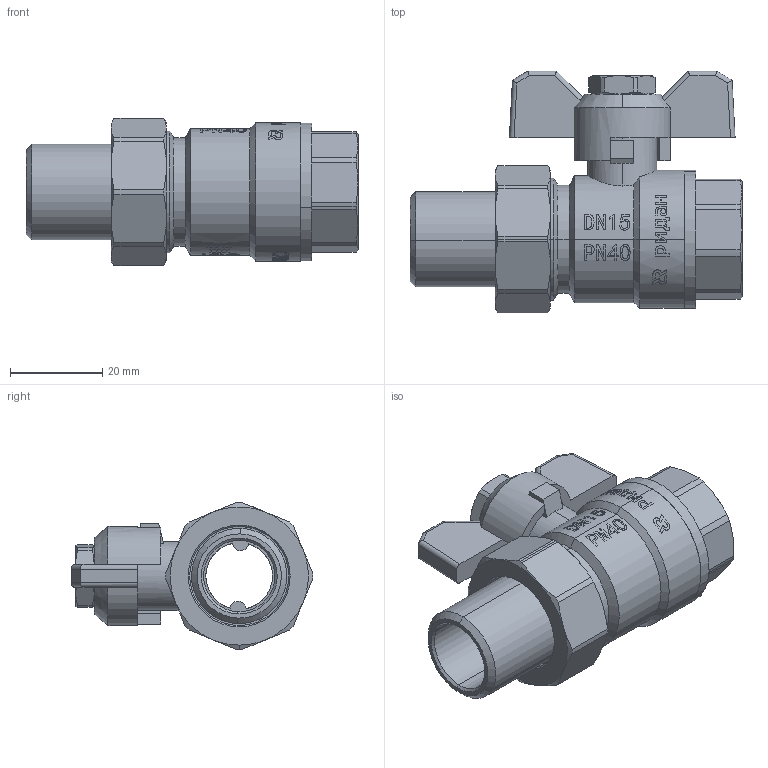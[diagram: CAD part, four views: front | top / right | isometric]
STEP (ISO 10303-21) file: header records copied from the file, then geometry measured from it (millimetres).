
FILE_DESCRIPTION (( 'STEP AP214' ), '1' );
FILE_NAME ('带接管球阀0.5.STEP', '2023-01-05T01:57:59', ( '' ), ( '' ), 'SwSTEP 2.0', 'SolidWorks 2016', '' );
FILE_SCHEMA (( 'AUTOMOTIVE_DESIGN' ));
Length unit declared in the file: millimetre
Products named in the file (13): 带接管球阀0.5; 沓蹋_10.6x8.1x4.5; 評倰忒梟; 沓蹋俋蹟恇概裝; 鞠褒蹟譫_M8X5; 諉奪; O遠22x2.5; 蟀諉簽; ѹñ3060203100012; 躇猾釱3040320000026; 3010101640018实心球23x14.5x4; ñ; 极
Assembly tree (13 placements, depth 2):
  带接管球阀0.5
    极
    ñ
    3010101640018实心球23x14.5x4
    躇猾釱3040320000026  x2
    ѹñ3060203100012
    蟀諉簽
    O遠22x2.5
    諉奪
    鞠褒蹟譫_M8X5
    沓蹋俋蹟恇概裝
    評倰忒梟
    沓蹋_10.6x8.1x4.5
Bounding box: 72.08 x 52.5 x 32 mm (x, y, z)
Volume: 31640.2 mm3; surface area: 25973.2 mm2
Topology: 13 solids, 13 shells, 932 faces, 2351 edges, 1517 vertices
Faces by surface type: plane 363, bspline 242, cylinder 196, cone 113, torus 14, sphere 4
Entity records: 51717 total; most frequent: CARTESIAN_POINT 30974, ORIENTED_EDGE 4634, DIRECTION 3332, EDGE_CURVE 2317, VERTEX_POINT 1497, AXIS2_PLACEMENT_3D 1278, EDGE_LOOP 1016, B_SPLINE_CURVE_WITH_KNOTS 935
